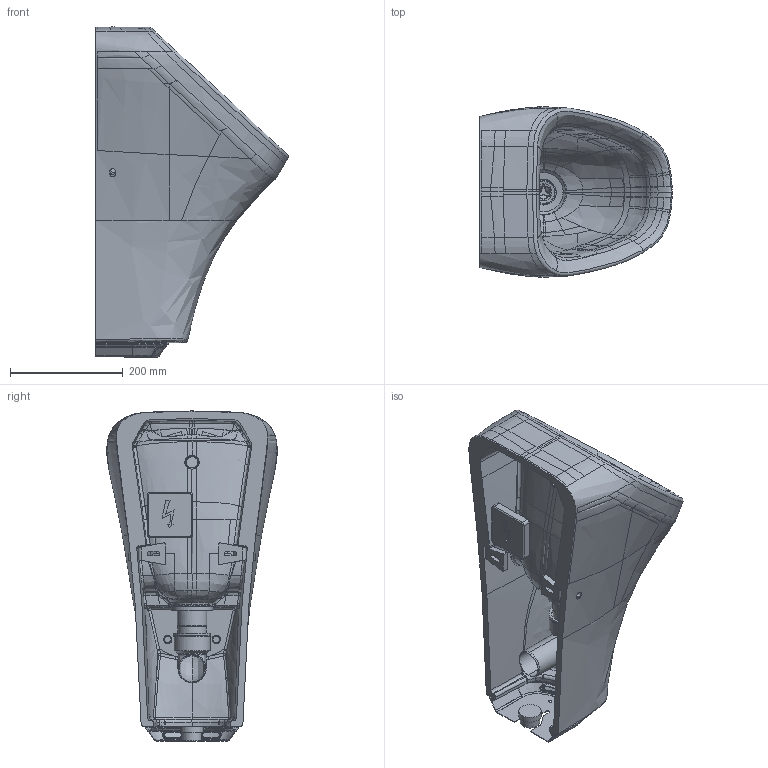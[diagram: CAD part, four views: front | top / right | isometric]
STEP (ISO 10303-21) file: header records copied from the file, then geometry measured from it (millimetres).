
FILE_DESCRIPTION((''),'2;1');
FILE_NAME('280631_1.stp','2014-11-04T11:24:23',('Administrator'),(''),'Autodesk Inventor 2011','Autodesk Inventor 2011','');
FILE_SCHEMA(('CONFIG_CONTROL_DESIGN'));
Length unit declared in the file: millimetre
Products named in the file (17): 280631_1; 280631; Membraneventil fuer Urinale; Geruchsverschluss; Verschraubung 77mm; Bogen; Ventil 1; Utronic Steuerung Bgr; Utronic Regler; 00427; Utronic Steuerung; 00195; 00185; Gummi; Part1; UP Elektrodose; Wasserdüse
Assembly tree (17 placements, depth 4):
  280631_1
    280631
    Membraneventil fuer Urinale
      Geruchsverschluss
      Verschraubung 77mm
      Bogen
      Ventil 1
    Utronic Steuerung Bgr
      Utronic Regler
        00427
      Utronic Steuerung
        00195
        00185
        Gummi
    Part1  x2
    UP Elektrodose
    Wasserdüse
Bounding box: 341.29 x 302.18 x 584.95 mm (x, y, z)
Volume: 9801449.3 mm3; surface area: 1033265.3 mm2
Topology: 18 solids, 19 shells, 1520 faces, 3960 edges, 2491 vertices
Faces by surface type: bspline 867, plane 261, cylinder 236, cone 78, torus 71, sphere 7
Full cylindrical faces by diameter (mm): 6 x2, 10 x2, 12 x2, 15 x2, 15.952 x1, 18.245 x1, 19.94 x1, 20 x1, 21.535 x1, 23.829 x2, 27 x1, 28 x1, 29 x1, 29.6 x1, 30 x3, 30.09 x1, 32 x1, 32.752 x1, 34 x1, 34.305 x1, 36 x2, 38.4 x1, 39.931 x1, 40 x2, 45.25 x1, 47 x1, 47.6 x1, 49 x1, 50 x1, 52 x1
Entity records: 212319 total; most frequent: CARTESIAN_POINT 181001, ORIENTED_EDGE 7526, DIRECTION 4320, EDGE_CURVE 3763, VERTEX_POINT 2424, B_SPLINE_CURVE_WITH_KNOTS 1886, AXIS2_PLACEMENT_3D 1784, EDGE_LOOP 1651
